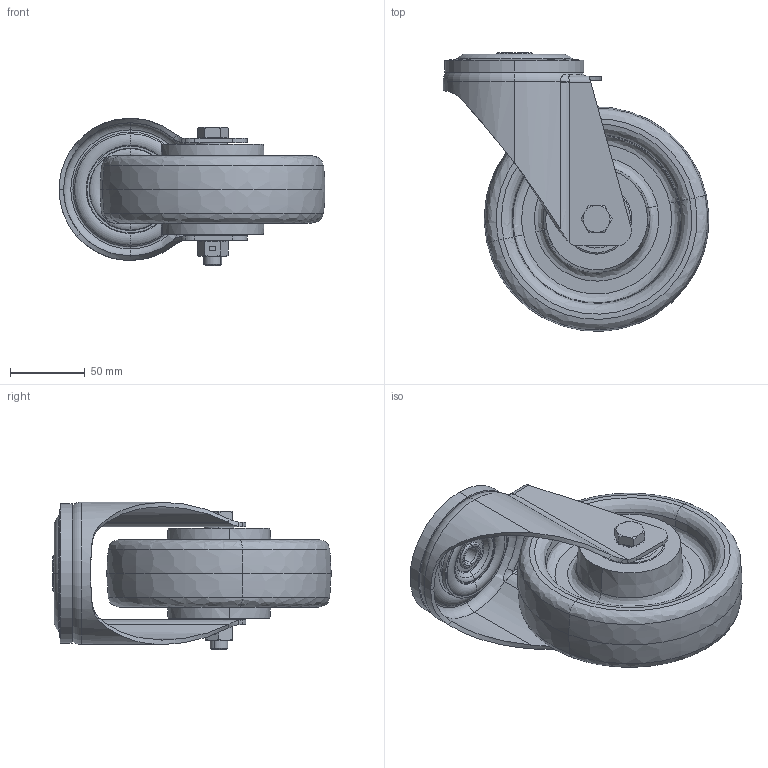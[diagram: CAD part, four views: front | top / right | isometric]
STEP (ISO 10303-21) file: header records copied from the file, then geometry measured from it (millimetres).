
FILE_DESCRIPTION (( 'STEP AP214' ), '1' );
FILE_NAME ('0055910.step', '2023-08-22T09:41:47', ( '' ), ( '' ), 'SwSTEP 2.0', 'SolidWorks 2020', '' );
FILE_SCHEMA (( 'AUTOMOTIVE_DESIGN' ));
Length unit declared in the file: millimetre
Products named in the file (1): 0055910
Bounding box: 177.46 x 185.95 x 98.5 mm (x, y, z)
Volume: 715189.6 mm3; surface area: 198739 mm2
Topology: 27 solids, 28 shells, 467 faces, 998 edges, 578 vertices
Faces by surface type: cylinder 107, torus 106, plane 97, cone 91, bspline 42, sphere 24
Entity records: 21858 total; most frequent: CARTESIAN_POINT 6489, DIRECTION 2278, ORIENTED_EDGE 1900, AXIS2_PLACEMENT_3D 1010, EDGE_CURVE 950, CIRCLE 584, VERTEX_POINT 554, EDGE_LOOP 524
